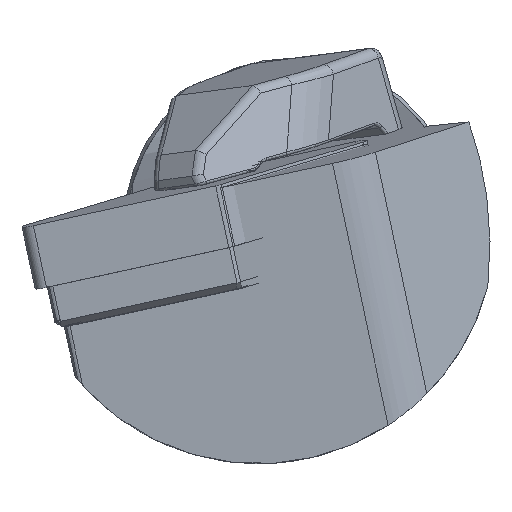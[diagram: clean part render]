
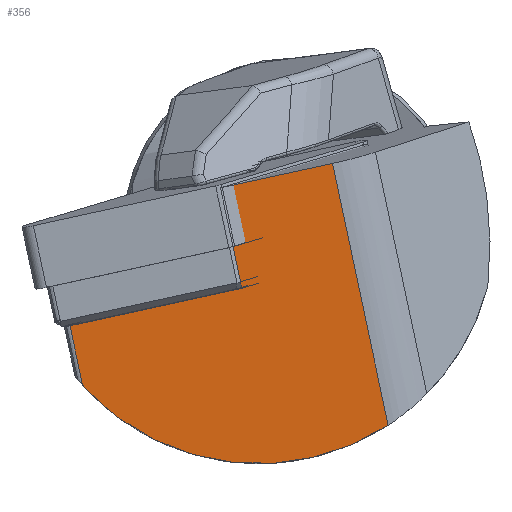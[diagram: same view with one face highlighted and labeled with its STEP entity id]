
A CAD part, left-side view. The second image highlights one B-rep face of the part: STEP entity #356.
In plain terms, the highlighted planar face has unit normal (-0.993, -0.072, -0.091).
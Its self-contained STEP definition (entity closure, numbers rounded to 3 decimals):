
#183=ELLIPSE('',#1815,17.62,17.5);
#230=FACE_OUTER_BOUND('',#527,.T.);
#333=B_SPLINE_CURVE_WITH_KNOTS('',3,(#2758,#2759,#2760,#2761),
 .UNSPECIFIED.,.F.,.F.,(4,4),(0.,1.),.UNSPECIFIED.);
#356=ADVANCED_FACE('',(#230),#451,.F.);
#451=PLANE('',#1835);
#527=EDGE_LOOP('',(#942,#943,#944,#945,#946,#947,#948,#949));
#625=LINE('',#2499,#746);
#635=LINE('',#2520,#756);
#637=LINE('',#2531,#758);
#642=LINE('',#2969,#763);
#643=LINE('',#2971,#764);
#644=LINE('',#2972,#765);
#746=VECTOR('',#2003,1.);
#756=VECTOR('',#2015,1.);
#758=VECTOR('',#2017,1.);
#763=VECTOR('',#2064,1.);
#764=VECTOR('',#2067,1.);
#765=VECTOR('',#2068,1.);
#942=ORIENTED_EDGE('',*,*,#1512,.T.);
#943=ORIENTED_EDGE('',*,*,#1564,.F.);
#944=ORIENTED_EDGE('',*,*,#1529,.F.);
#945=ORIENTED_EDGE('',*,*,#1565,.T.);
#946=ORIENTED_EDGE('',*,*,#1554,.T.);
#947=ORIENTED_EDGE('',*,*,#1522,.T.);
#948=ORIENTED_EDGE('',*,*,#1566,.T.);
#949=ORIENTED_EDGE('',*,*,#1525,.T.);
#1359=VERTEX_POINT('',#2498);
#1360=VERTEX_POINT('',#2500);
#1367=VERTEX_POINT('',#2515);
#1369=VERTEX_POINT('',#2519);
#1370=VERTEX_POINT('',#2521);
#1375=VERTEX_POINT('',#2551);
#1376=VERTEX_POINT('',#2553);
#1398=VERTEX_POINT('',#2762);
#1512=EDGE_CURVE('',#1360,#1359,#625,.T.);
#1522=EDGE_CURVE('',#1370,#1369,#635,.T.);
#1525=EDGE_CURVE('',#1367,#1360,#637,.T.);
#1529=EDGE_CURVE('',#1375,#1376,#183,.T.);
#1554=EDGE_CURVE('',#1398,#1370,#333,.T.);
#1564=EDGE_CURVE('',#1376,#1359,#642,.T.);
#1565=EDGE_CURVE('',#1375,#1398,#643,.T.);
#1566=EDGE_CURVE('',#1369,#1367,#644,.T.);
#1815=AXIS2_PLACEMENT_3D('',#2552,#2022,#2023);
#1835=AXIS2_PLACEMENT_3D('',#2973,#2069,#2070);
#2003=DIRECTION('',(-0.051,0.976,-0.213));
#2015=DIRECTION('',(0.105,-0.207,-0.973));
#2017=DIRECTION('',(0.105,-0.207,-0.973));
#2022=DIRECTION('',(0.993,0.072,0.091));
#2023=DIRECTION('',(-0.116,0.615,0.78));
#2064=DIRECTION('',(-0.105,0.207,0.973));
#2067=DIRECTION('',(-0.105,0.207,0.973));
#2068=DIRECTION('',(0.105,-0.207,-0.973));
#2069=DIRECTION('',(0.993,0.072,0.091));
#2070=DIRECTION('',(0.092,0.,-0.996));
#2498=CARTESIAN_POINT('',(1.646,16.456,-7.299));
#2499=CARTESIAN_POINT('',(2.746,-4.543,-2.718));
#2500=CARTESIAN_POINT('',(2.312,3.744,-4.526));
#2515=CARTESIAN_POINT('',(2.26,3.847,-4.039));
#2519=CARTESIAN_POINT('',(1.98,4.402,-1.432));
#2520=CARTESIAN_POINT('',(-0.359,9.028,20.332));
#2521=CARTESIAN_POINT('',(1.513,5.324,2.906));
#2531=CARTESIAN_POINT('',(-0.359,9.028,20.332));
#2551=CARTESIAN_POINT('',(4.028,-7.078,-14.646));
#2552=CARTESIAN_POINT('',(1.986,2.5,0.));
#2553=CARTESIAN_POINT('',(2.118,15.522,-11.691));
#2758=CARTESIAN_POINT('',(1.948,-2.963,4.714));
#2759=CARTESIAN_POINT('',(1.803,-0.201,4.111));
#2760=CARTESIAN_POINT('',(1.658,2.561,3.509));
#2761=CARTESIAN_POINT('',(1.513,5.324,2.906));
#2762=CARTESIAN_POINT('',(1.948,-2.963,4.714));
#2969=CARTESIAN_POINT('',(-35.22,89.382,335.793));
#2971=CARTESIAN_POINT('',(-34.12,68.384,340.375));
#2972=CARTESIAN_POINT('',(-0.359,9.028,20.332));
#2973=CARTESIAN_POINT('',(-34.12,68.384,340.375));
